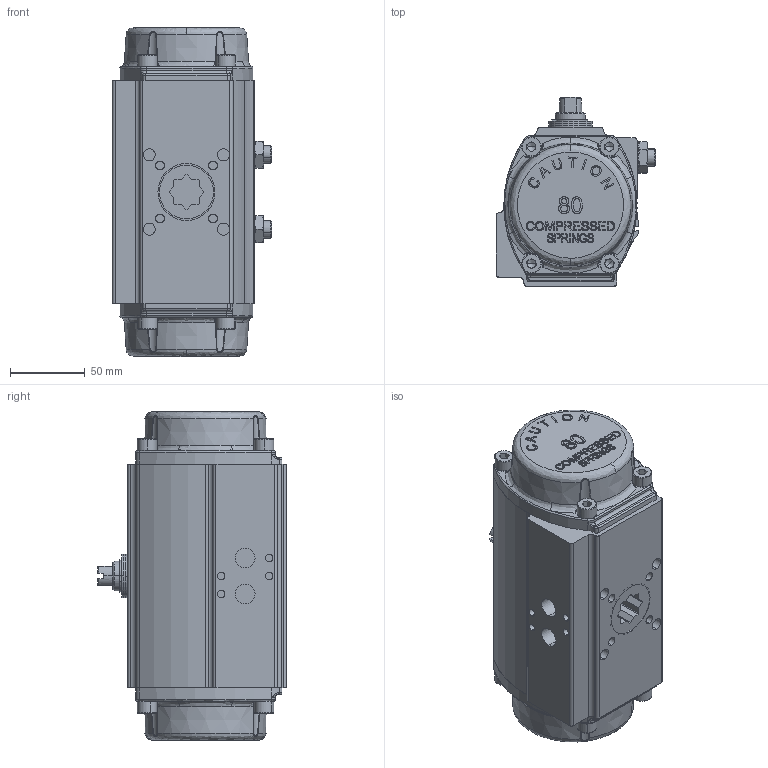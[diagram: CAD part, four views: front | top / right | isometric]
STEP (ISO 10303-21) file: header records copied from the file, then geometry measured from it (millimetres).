
FILE_DESCRIPTION (( 'STEP AP203' ), '1' );
FILE_NAME ('RS80.STEP', '2024-11-12T08:25:14', ( 'noh' ), ( '' ), 'SwSTEP 2.0', 'SolidWorks 2017', '' );
FILE_SCHEMA (( 'CONFIG_CONTROL_DESIGN' ));
Length unit declared in the file: millimetre
Products named in the file (11): G080 - SHAFT; 80 鼻睡 睡諒 2; RS80; R80 Body; 80 鼻睡 睡諒; RS80 - COVER; socket set screw - flat point_ks_KS 1028 FP - M12 x 12-N; socket head cap screw_ks_KS 1003 - M8 x 16 x 16-S; c-type retaining ring_external_ks_KS 1336 E - 19; hexagon thin nut gradeab_ks_KS 1012 AB- M12-N; 蝶饜ぷ 諦凜
Assembly tree (22 placements, depth 2):
  RS80
    R80 Body
    80 鼻睡 睡諒  x2
    蝶饜ぷ 諦凜  x2
    hexagon thin nut gradeab_ks_KS 1012 AB- M12-N  x2
    G080 - SHAFT
    socket head cap screw_ks_KS 1003 - M8 x 16 x 16-S  x8
    socket set screw - flat point_ks_KS 1028 FP - M12 x 12-N  x2
    80 鼻睡 睡諒 2
    c-type retaining ring_external_ks_KS 1336 E - 19
    RS80 - COVER  x2
Bounding box: 106.4 x 126 x 219.6 mm (x, y, z)
Volume: 1888701.5 mm3; surface area: 185333.7 mm2
Topology: 22 solids, 25 shells, 2433 faces, 6009 edges, 3723 vertices
Faces by surface type: bspline 852, plane 644, cone 448, cylinder 437, torus 52
Entity records: 39459 total; most frequent: CARTESIAN_POINT 15033, ORIENTED_EDGE 5410, DIRECTION 3608, EDGE_CURVE 2705, VERTEX_POINT 1752, LINE 1294, VECTOR 1294, AXIS2_PLACEMENT_3D 1157
